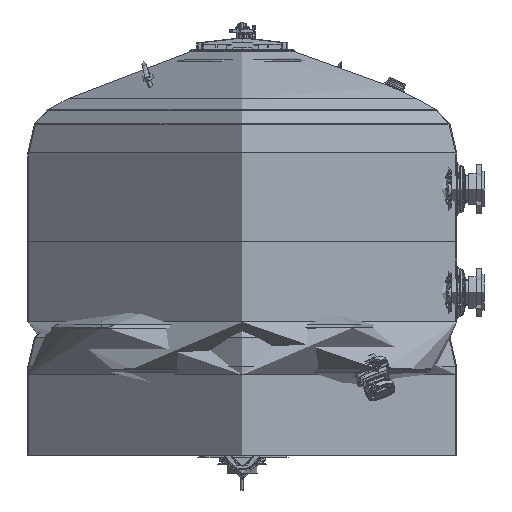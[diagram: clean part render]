
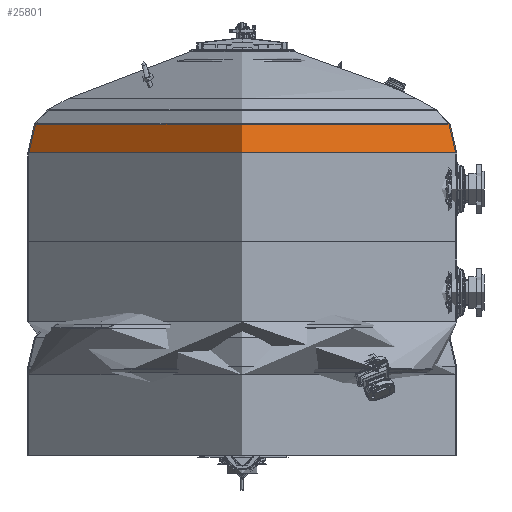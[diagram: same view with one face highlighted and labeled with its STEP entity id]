
A CAD part, front view. The second image highlights one B-rep face of the part: STEP entity #25801.
In plain terms, the highlighted toroidal (fillet/blend) face has major radius 700.334 mm and minor radius 314.666 mm.
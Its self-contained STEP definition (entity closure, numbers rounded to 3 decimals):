
#25801 = ADVANCED_FACE( '', ( #37564, #37565 ), #37566, .T. );
#37564 = FACE_OUTER_BOUND( '', #42010, .T. );
#37565 = FACE_OUTER_BOUND( '', #42011, .T. );
#37566 = TOROIDAL_SURFACE( '', #42012, 700.334, 314.666 );
#42010 = EDGE_LOOP( '', ( #48553 ) );
#42011 = EDGE_LOOP( '', ( #48554 ) );
#42012 = AXIS2_PLACEMENT_3D( '', #48555, #48556, #48557 );
#48553 = ORIENTED_EDGE( '', *, *, #89888, .T. );
#48554 = ORIENTED_EDGE( '', *, *, #89886, .F. );
#48555 = CARTESIAN_POINT( '', ( 0., 0., 420. ) );
#48556 = DIRECTION( '', ( 0., 0., -1. ) );
#48557 = DIRECTION( '', ( -1., 0., 0. ) );
#89886 = EDGE_CURVE( '', #94521, #94521, #94522, .T. );
#89888 = EDGE_CURVE( '', #94525, #94525, #94526, .T. );
#94521 = VERTEX_POINT( '', #96160 );
#94522 = CIRCLE( '', #96161, 1015. );
#94525 = VERTEX_POINT( '', #96164 );
#94526 = CIRCLE( '', #96165, 983.156 );
#96160 = CARTESIAN_POINT( '', ( -1015., 0., 420. ) );
#96161 = AXIS2_PLACEMENT_3D( '', #96210, #96211, #96212 );
#96164 = CARTESIAN_POINT( '', ( -983.156, 0., 557.935 ) );
#96165 = AXIS2_PLACEMENT_3D( '', #96216, #96217, #96218 );
#96210 = CARTESIAN_POINT( '', ( 0., 0., 420. ) );
#96211 = DIRECTION( '', ( 0., 0., -1. ) );
#96212 = DIRECTION( '', ( -1., 0., 0. ) );
#96216 = CARTESIAN_POINT( '', ( 0., 0., 557.935 ) );
#96217 = DIRECTION( '', ( 0., 0., -1. ) );
#96218 = DIRECTION( '', ( -1., 0., 0. ) );
